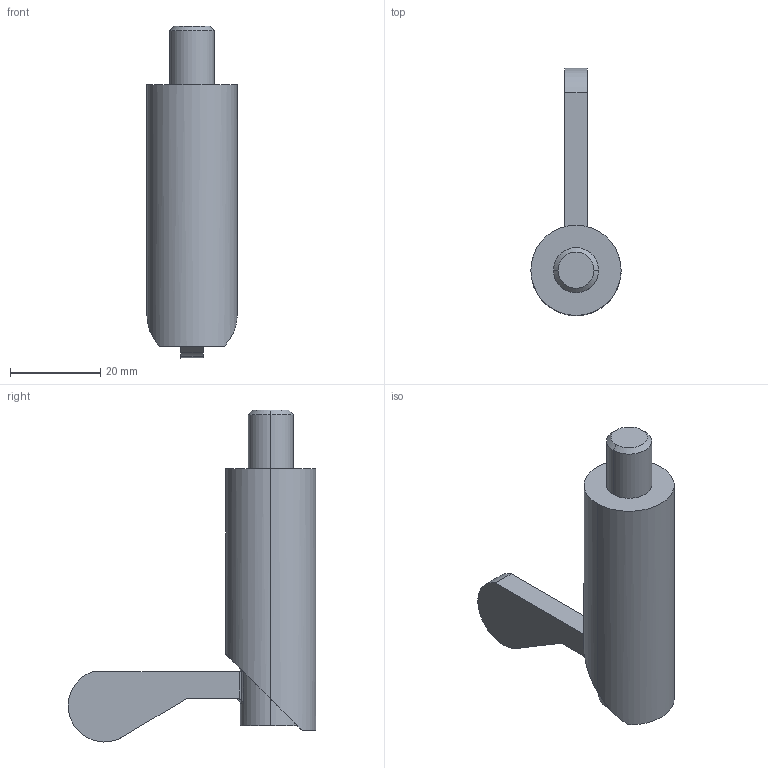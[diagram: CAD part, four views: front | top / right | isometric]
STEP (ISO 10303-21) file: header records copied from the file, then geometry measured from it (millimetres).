
FILE_DESCRIPTION(('CATIA V5 STEP Exchange'),'2;1');
FILE_NAME('SCHUBSTANGENSPANNER_TS_L_12A_357906.stp','2018-08-16T12:01:32+00:00',('none'),('none'),'CATIA Version 5 Release 19 SP 9 (IN-10)','CATIA V5 STEP AP214','none');
FILE_SCHEMA(('AUTOMOTIVE_DESIGN { 1 0 10303 214 1 1 1 1 }'));
Length unit declared in the file: millimetre
Products named in the file (1): SCHUBSTANGENSPANNER_TS_L_12A_357906
Bounding box: 20 x 54.9 x 73.58 mm (x, y, z)
Volume: 16373.2 mm3; surface area: 9049.2 mm2
Topology: 1 solids, 2 shells, 42 faces, 111 edges, 77 vertices
Faces by surface type: cylinder 22, plane 15, cone 4, torus 1
Entity records: 1518 total; most frequent: CARTESIAN_POINT 503, ORIENTED_EDGE 218, DIRECTION 166, EDGE_CURVE 109, AXIS2_PLACEMENT_3D 89, VERTEX_POINT 76, EDGE_LOOP 49, CIRCLE 48
